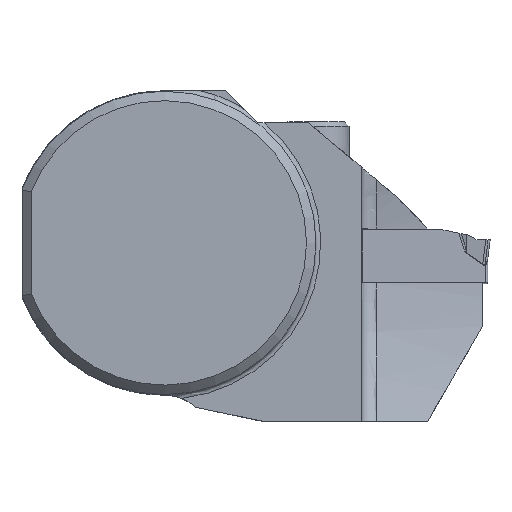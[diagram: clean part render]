
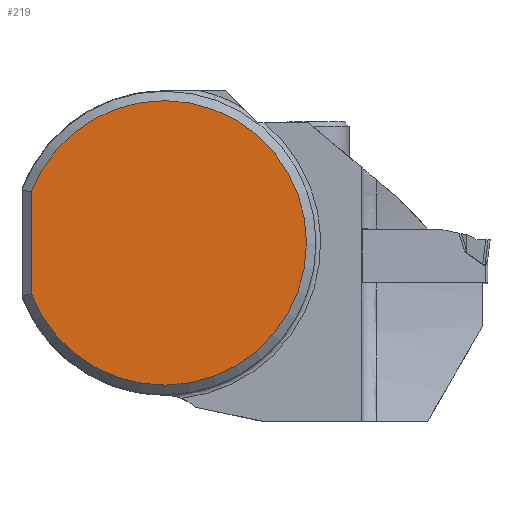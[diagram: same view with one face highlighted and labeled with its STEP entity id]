
A CAD part, top view. The second image highlights one B-rep face of the part: STEP entity #219.
In plain terms, the highlighted planar face has unit normal (0, 0, 1).
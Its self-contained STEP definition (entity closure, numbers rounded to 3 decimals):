
#162=PLANE('',#2513);
#219=ADVANCED_FACE('',(#397),#162,.F.);
#397=FACE_OUTER_BOUND('',#532,.T.);
#532=EDGE_LOOP('',(#1096,#1097));
#808=LINE('',#3338,#948);
#948=VECTOR('',#2750,1.);
#1096=ORIENTED_EDGE('',*,*,#2039,.F.);
#1097=ORIENTED_EDGE('',*,*,#2040,.T.);
#1812=VERTEX_POINT('',#3339);
#1813=VERTEX_POINT('',#3340);
#2039=EDGE_CURVE('',#1812,#1813,#808,.T.);
#2040=EDGE_CURVE('',#1812,#1813,#2387,.T.);
#2387=CIRCLE('',#2512,15.);
#2512=AXIS2_PLACEMENT_3D('',#3341,#2751,#2752);
#2513=AXIS2_PLACEMENT_3D('',#3342,#2753,#2754);
#2750=DIRECTION('',(0.,1.,0.));
#2751=DIRECTION('',(0.,0.,1.));
#2752=DIRECTION('',(1.,0.,0.));
#2753=DIRECTION('',(0.,0.,-1.));
#2754=DIRECTION('',(1.,0.,0.));
#3338=CARTESIAN_POINT('',(-14.,0.,0.325));
#3339=CARTESIAN_POINT('',(-14.,-5.385,0.325));
#3340=CARTESIAN_POINT('',(-14.,5.385,0.325));
#3341=CARTESIAN_POINT('',(0.,0.,0.325));
#3342=CARTESIAN_POINT('',(0.,0.,0.325));
